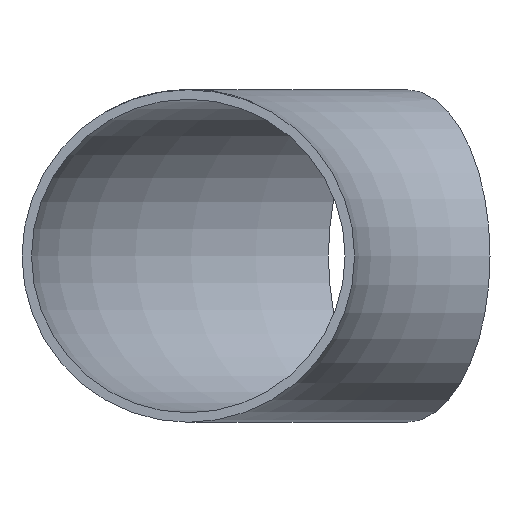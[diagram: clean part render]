
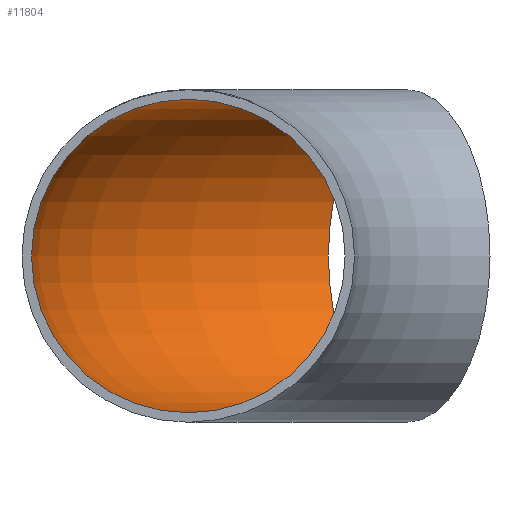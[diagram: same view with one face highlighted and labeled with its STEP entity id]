
A CAD part, front view. The second image highlights one B-rep face of the part: STEP entity #11804.
In plain terms, the highlighted toroidal (fillet/blend) face has major radius 92 mm and minor radius 33 mm.
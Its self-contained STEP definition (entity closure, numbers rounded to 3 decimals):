
#58 = FACE_OUTER_BOUND ( 'NONE', #282, .T. ) ;
#282 = EDGE_LOOP ( 'NONE', ( #21017 ) ) ;
#1423 = ORIENTED_EDGE ( 'NONE', *, *, #3364, .F. ) ;
#1949 = AXIS2_PLACEMENT_3D ( 'NONE', #9041, #15679, #7741 ) ;
#2392 = AXIS2_PLACEMENT_3D ( 'NONE', #14277, #15708, #15602 ) ;
#2803 = TOROIDAL_SURFACE ( 'NONE', #16049, 92., 33. ) ;
#3364 = EDGE_CURVE ( 'NONE', #14360, #14360, #14525, .T. ) ;
#3468 = DIRECTION ( 'NONE',  ( 0., 0., -1. ) ) ;
#4303 = CARTESIAN_POINT ( 'NONE',  ( -92., 0., 33. ) ) ;
#6125 = EDGE_LOOP ( 'NONE', ( #1423 ) ) ;
#7741 = DIRECTION ( 'NONE',  ( 0., 0., 1. ) ) ;
#7924 = EDGE_CURVE ( 'NONE', #14143, #14143, #16003, .T. ) ;
#9041 = CARTESIAN_POINT ( 'NONE',  ( -92., 0., 0. ) ) ;
#10131 = DIRECTION ( 'NONE',  ( -1., 0., 0. ) ) ;
#11774 = CARTESIAN_POINT ( 'NONE',  ( 0., 0., 0. ) ) ;
#11804 = ADVANCED_FACE ( 'NONE', ( #58, #16365 ), #2803, .F. ) ;
#14143 = VERTEX_POINT ( 'NONE', #16103 ) ;
#14277 = CARTESIAN_POINT ( 'NONE',  ( -46., 79.674, 0. ) ) ;
#14360 = VERTEX_POINT ( 'NONE', #4303 ) ;
#14525 = CIRCLE ( 'NONE', #1949, 33. ) ;
#15602 = DIRECTION ( 'NONE',  ( -0.5, 0.866, 0. ) ) ;
#15679 = DIRECTION ( 'NONE',  ( 0., 1., 0. ) ) ;
#15708 = DIRECTION ( 'NONE',  ( 0.866, 0.5, 0. ) ) ;
#16003 = CIRCLE ( 'NONE', #2392, 33. ) ;
#16049 = AXIS2_PLACEMENT_3D ( 'NONE', #11774, #3468, #10131 ) ;
#16103 = CARTESIAN_POINT ( 'NONE',  ( -62.5, 108.253, 0. ) ) ;
#16365 = FACE_OUTER_BOUND ( 'NONE', #6125, .T. ) ;
#21017 = ORIENTED_EDGE ( 'NONE', *, *, #7924, .T. ) ;
